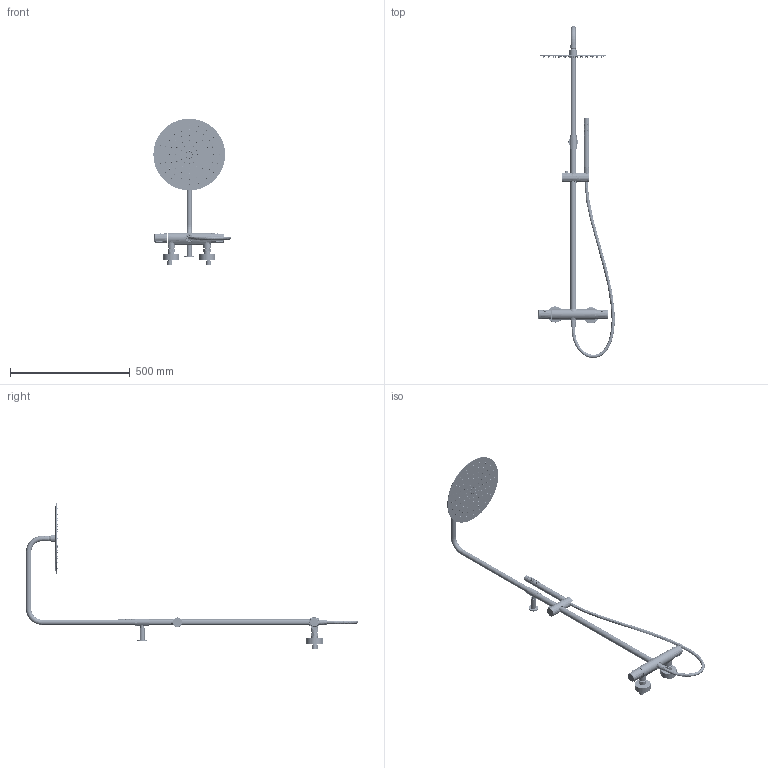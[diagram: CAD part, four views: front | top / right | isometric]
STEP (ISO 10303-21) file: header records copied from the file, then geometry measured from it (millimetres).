
FILE_DESCRIPTION (( 'STEP AP203' ), '1' );
FILE_NAME ('34DE08555.STEP', '2023-12-18T10:30:35', ( '' ), ( '' ), 'SwSTEP 2.0', 'SolidWorks 2021', '' );
FILE_SCHEMA (( 'CONFIG_CONTROL_DESIGN' ));
Products named in the file (1): 34DE08555
Bounding box: 323.25 x 1388.18 x 613.1 mm (x, y, z)
Volume: 926723.2 mm3; surface area: 836431.9 mm2
Topology: 118 solids, 118 shells, 5306 faces, 11398 edges, 6749 vertices
Faces by surface type: bspline 2021, cylinder 1541, plane 1009, cone 620, torus 85, sphere 30
Entity records: 201097 total; most frequent: CARTESIAN_POINT 96926, ORIENTED_EDGE 22702, DIRECTION 20588, EDGE_CURVE 11351, AXIS2_PLACEMENT_3D 8835, VERTEX_POINT 6738, EDGE_LOOP 6013, CIRCLE 5549
